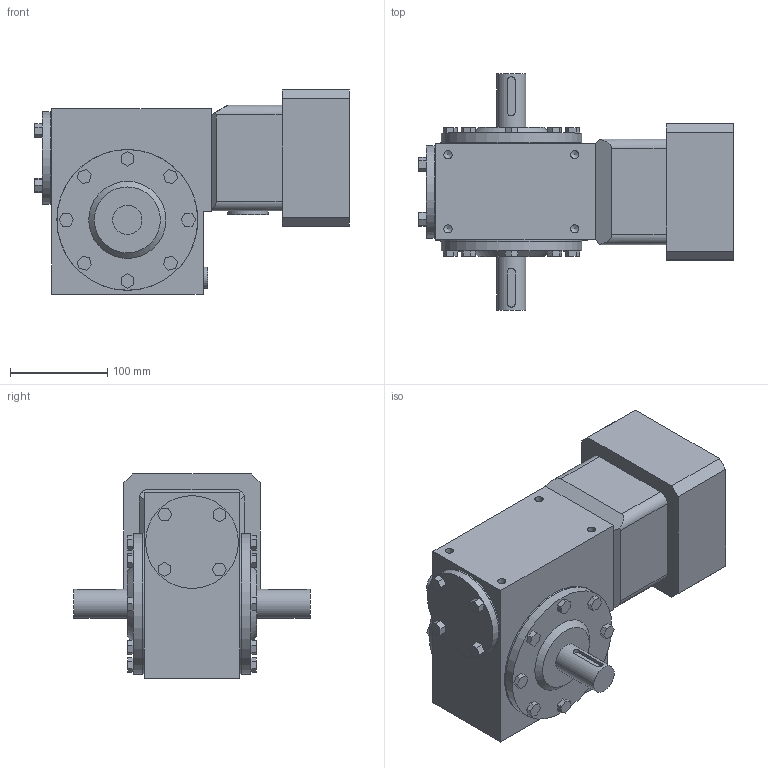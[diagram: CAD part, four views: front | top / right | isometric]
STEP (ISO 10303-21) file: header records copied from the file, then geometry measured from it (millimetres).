
FILE_DESCRIPTION(/* description */ ('Unknown'),/* implementation_level */ '2;1');
FILE_NAME(/* name */ 'RG25110.SKDE03HLQER-',/* time_stamp */ '2024-09-13T14:28:57-04:00',/* author */ ('Unknown'),/* organization */ ('Unknown'),/* preprocessor_version */ 'ST-DEVELOPER v19.4',/* originating_system */ 'Solid Edge',/* authorisation */ 'Unknown');
FILE_SCHEMA (('AUTOMOTIVE_DESIGN {1 0 10303 214 3 1 1}'));
Length unit declared in the file: millimetre
Products named in the file (7): RG25110.SKDE03HLQER-; 25R-1-CP; 25RM-M20-CP; RG2530K-R; MP2HLQE-CP; 25RM-OUTS; 25R-WCAP
Assembly tree (7 placements, depth 2):
  RG25110.SKDE03HLQER-
    25R-1-CP
    25RM-M20-CP
    RG2530K-R
    MP2HLQE-CP
    25RM-OUTS  x2
    25R-WCAP
Bounding box: 323.09 x 242.82 x 209.7 mm (x, y, z)
Volume: 4605826.2 mm3; surface area: 467309.1 mm2
Topology: 7 solids, 7 shells, 386 faces, 969 edges, 646 vertices
Faces by surface type: plane 274, cylinder 90, cone 22
Full cylindrical faces by diameter (mm): 6.647 x4, 7.925 x3, 7.938 x1, 8 x7, 8.376 x20, 13 x4, 14.25 x4, 19.009 x1, 21.895 x1, 30.01 x2, 60 x1, 65 x3, 85 x1, 90.053 x1, 95.25 x2, 130 x1, 144.526 x2, 144.78 x2
Entity records: 10571 total; most frequent: CARTESIAN_POINT 1559, DIRECTION 1463, ORIENTED_EDGE 1320, EDGE_CURVE 660, VERTEX_POINT 494, AXIS2_PLACEMENT_3D 489, LINE 485, VECTOR 485
